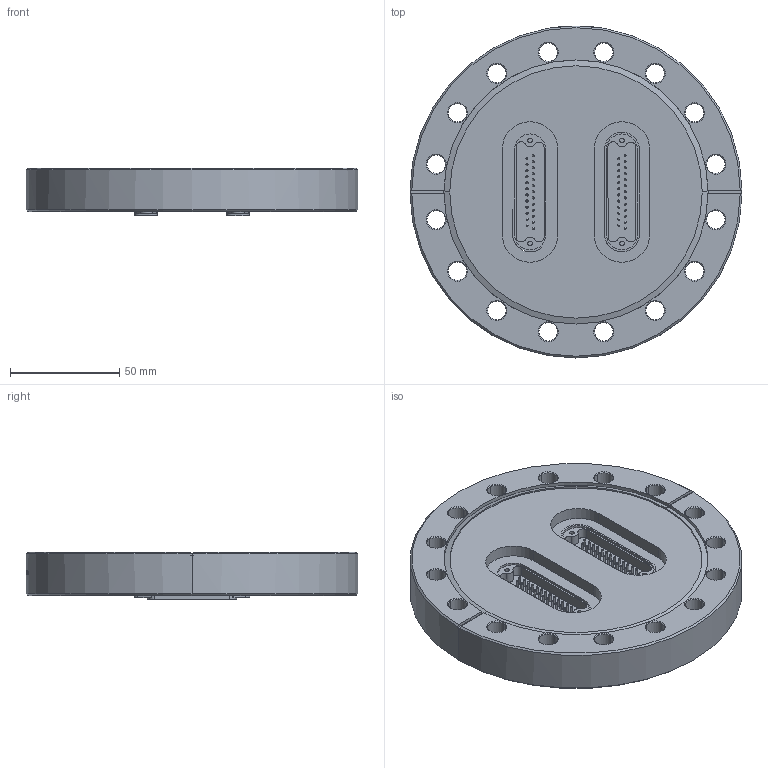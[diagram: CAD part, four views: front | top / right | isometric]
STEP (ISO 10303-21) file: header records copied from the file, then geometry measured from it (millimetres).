
FILE_DESCRIPTION(/* description */ ('Alibre Inc.'),/* implementation_level */ '2;1');
FILE_NAME(/* name */ 'export0',/* time_stamp */ '2009-05-14T12:58:02-07:00',/* author */ (''),/* organization */ (''),/* preprocessor_version */ 'ST-DEVELOPER v10',/* originating_system */ 'Alibre',/* authorisation */ '');
FILE_SCHEMA (('CONFIG_CONTROL_DESIGN'));
Length unit declared in the file: centimetre
Products named in the file (1): ID_1
Bounding box: 151.64 x 151.64 x 21.68 mm (x, y, z)
Volume: 299795.6 mm3; surface area: 60385.2 mm2
Topology: 1 solids, 1 shells, 829 faces, 2001 edges, 1320 vertices
Faces by surface type: plane 291, cylinder 227, bspline 140, torus 100, cone 70, sphere 1
Full cylindrical faces by diameter (mm): 0.94 x100, 2.156 x8
Entity records: 46199 total; most frequent: CARTESIAN_POINT 29593, ORIENTED_EDGE 3386, DIRECTION 2734, EDGE_CURVE 1693, AXIS2_PLACEMENT_3D 1321, VERTEX_POINT 1220, EDGE_LOOP 1219, FACE_BOUND 1219
